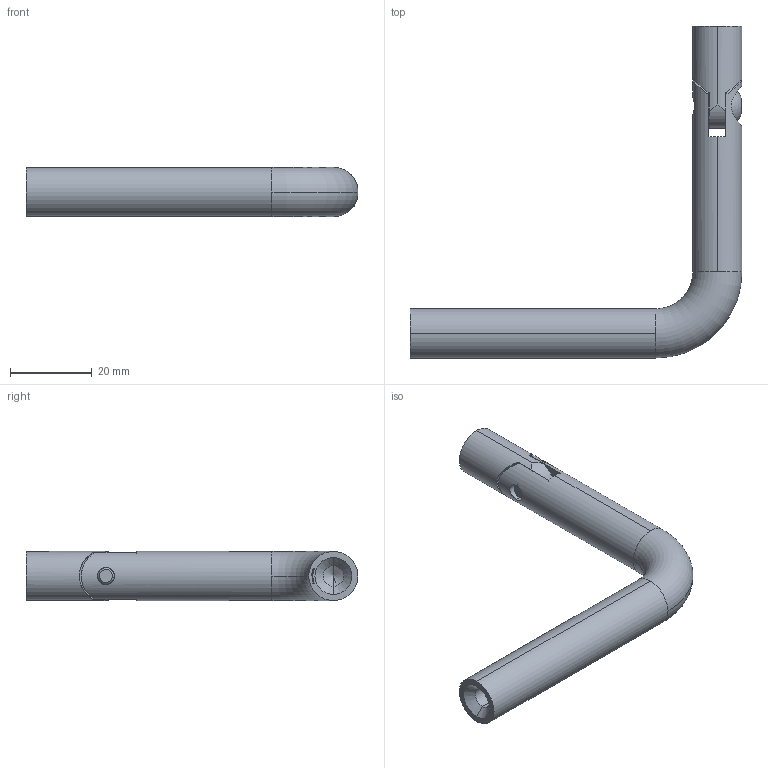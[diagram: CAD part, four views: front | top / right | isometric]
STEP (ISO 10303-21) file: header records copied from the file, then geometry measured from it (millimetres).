
FILE_DESCRIPTION (( 'STEP AP203' ), '1' );
FILE_NAME ('50243-240.STEP', '2020-09-23T11:22:19', ( '' ), ( '' ), 'SwSTEP 2.0', 'SolidWorks 2018', '' );
FILE_SCHEMA (( 'CONFIG_CONTROL_DESIGN' ));
Length unit declared in the file: millimetre
Products named in the file (7): 50243-240 Teil2; 50243-240; 50243-240 Teil2_50243-240 Teil2; 50243-240 Teil3; 50243-240 Teil1_50243-240 Teil1; 50243-240 Teil3_M5x8; 50243-240 Teil1
Assembly tree (3 placements, depth 2):
  50243-240 Teil2
  50243-240
    50243-240 Teil1_50243-240 Teil1
    50243-240 Teil2_50243-240 Teil2
    50243-240 Teil3_M5x8
  50243-240 Teil3
  50243-240 Teil1
Bounding box: 81 x 81 x 12 mm (x, y, z)
Volume: 15139.6 mm3; surface area: 7214.7 mm2
Topology: 3 solids, 3 shells, 297 faces, 770 edges, 503 vertices
Faces by surface type: plane 147, bspline 100, cylinder 27, cone 19, torus 2, sphere 2
Entity records: 15514 total; most frequent: CARTESIAN_POINT 8296, ORIENTED_EDGE 1528, DIRECTION 1026, EDGE_CURVE 764, VERTEX_POINT 503, LINE 472, VECTOR 472, EDGE_LOOP 333
